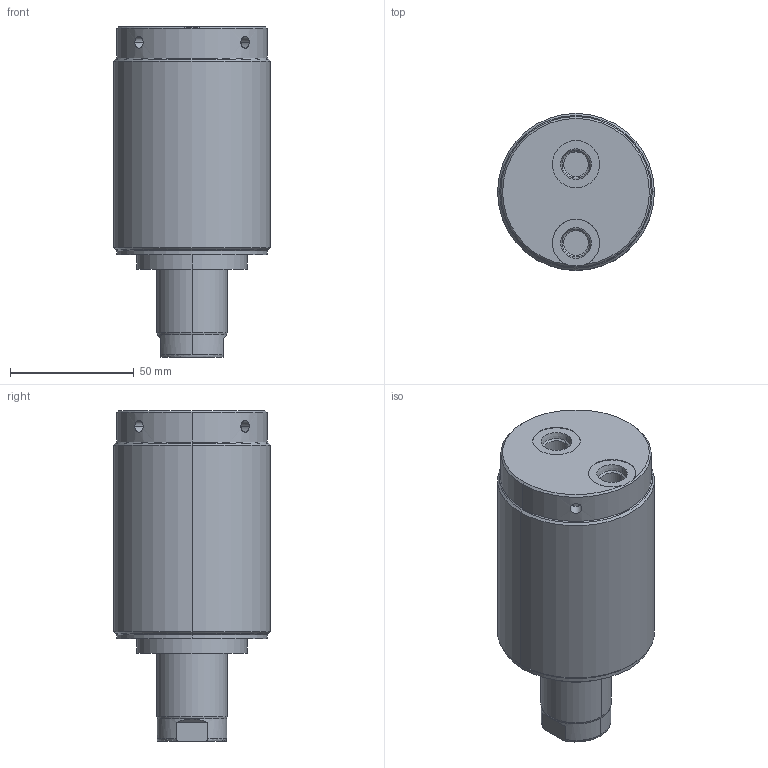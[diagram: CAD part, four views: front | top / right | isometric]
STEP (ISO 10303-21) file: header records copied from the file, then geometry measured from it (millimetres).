
FILE_DESCRIPTION((''),'2;1');
FILE_NAME('ILC20021502','2014-06-02T',('jdw'),(''),'PRO/ENGINEER BY PARAMETRIC TECHNOLOGY CORPORATION, 2013320','PRO/ENGINEER BY PARAMETRIC TECHNOLOGY CORPORATION, 2013320','');
FILE_SCHEMA(('AUTOMOTIVE_DESIGN { 1 0 10303 214 1 1 1 1 }'));
Length unit declared in the file: inch
Products named in the file (1): ILC20021502
Bounding box: 63.25 x 63.25 x 133.48 mm (x, y, z)
Volume: 312198.3 mm3; surface area: 45095.6 mm2
Topology: 1 solids, 3 shells, 71 faces, 152 edges, 94 vertices
Faces by surface type: cylinder 33, plane 18, cone 18, torus 2
Entity records: 3185 total; most frequent: CARTESIAN_POINT 464, DIRECTION 358, ORIENTED_EDGE 296, PRESENTATION_STYLE_ASSIGNMENT 173, STYLED_ITEM 155, CURVE_STYLE 152, EDGE_CURVE 152, AXIS2_PLACEMENT_3D 150
